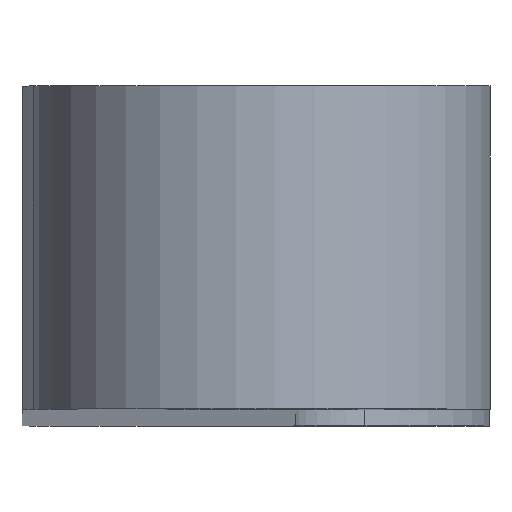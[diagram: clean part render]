
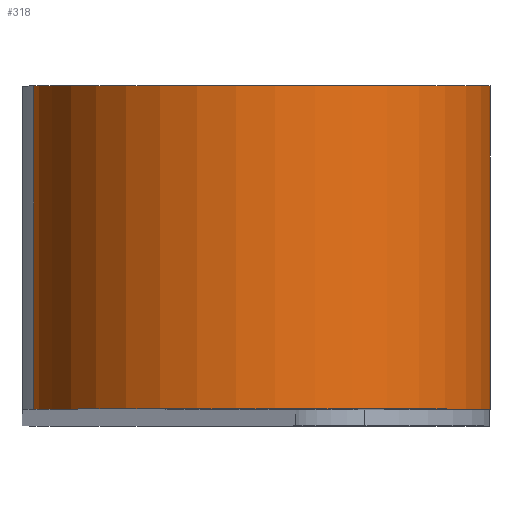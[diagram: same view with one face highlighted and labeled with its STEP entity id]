
A CAD part, top view. The second image highlights one B-rep face of the part: STEP entity #318.
In plain terms, the highlighted cylindrical face has radius 6.328 mm (diameter 12.657 mm), a partial arc.
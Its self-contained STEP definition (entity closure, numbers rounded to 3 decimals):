
#44=FACE_OUTER_BOUND('',#68,.T.);
#68=EDGE_LOOP('',(#253,#254,#255,#256));
#90=LINE('',#561,#108);
#91=LINE('',#567,#109);
#108=VECTOR('',#463,8.949);
#109=VECTOR('',#470,8.949);
#131=CIRCLE('',#378,6.328);
#132=CIRCLE('',#379,6.328);
#157=VERTEX_POINT('',#557);
#158=VERTEX_POINT('',#559);
#159=VERTEX_POINT('',#563);
#160=VERTEX_POINT('',#565);
#194=EDGE_CURVE('',#157,#158,#90,.T.);
#195=EDGE_CURVE('',#159,#157,#131,.T.);
#196=EDGE_CURVE('',#160,#158,#132,.T.);
#197=EDGE_CURVE('',#159,#160,#91,.T.);
#253=ORIENTED_EDGE('',*,*,#195,.T.);
#254=ORIENTED_EDGE('',*,*,#194,.T.);
#255=ORIENTED_EDGE('',*,*,#196,.F.);
#256=ORIENTED_EDGE('',*,*,#197,.F.);
#301=CYLINDRICAL_SURFACE('',#377,6.328);
#318=ADVANCED_FACE('',(#44),#301,.T.);
#377=AXIS2_PLACEMENT_3D('',#562,#464,#465);
#378=AXIS2_PLACEMENT_3D('',#564,#466,#467);
#379=AXIS2_PLACEMENT_3D('',#566,#468,#469);
#463=DIRECTION('',(0.,1.,0.));
#464=DIRECTION('center_axis',(0.,1.,0.));
#465=DIRECTION('ref_axis',(0.55,0.,0.835));
#466=DIRECTION('center_axis',(0.,1.,0.));
#467=DIRECTION('ref_axis',(-0.998,0.,0.063));
#468=DIRECTION('center_axis',(0.,1.,0.));
#469=DIRECTION('ref_axis',(-0.998,0.,0.063));
#470=DIRECTION('',(0.,1.,0.));
#557=CARTESIAN_POINT('',(9.492,0.,274.74));
#559=CARTESIAN_POINT('',(9.492,8.949,274.74));
#561=CARTESIAN_POINT('',(9.492,0.,274.74));
#562=CARTESIAN_POINT('Origin',(6.635,0.,280.387));
#563=CARTESIAN_POINT('',(0.319,0.,280.783));
#564=CARTESIAN_POINT('Origin',(6.635,0.,280.387));
#565=CARTESIAN_POINT('',(0.319,8.949,280.783));
#566=CARTESIAN_POINT('Origin',(6.635,8.949,280.387));
#567=CARTESIAN_POINT('',(0.319,0.,280.783));
